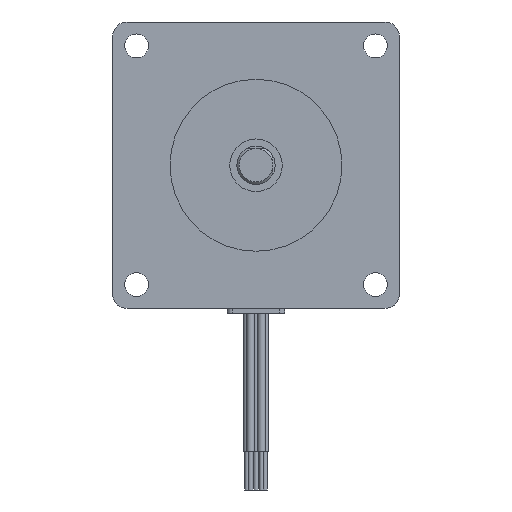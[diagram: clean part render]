
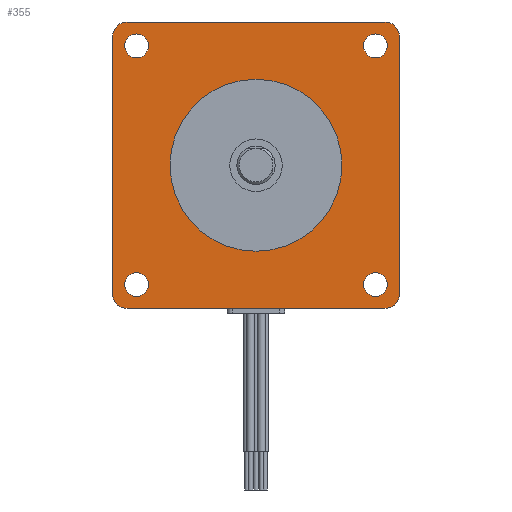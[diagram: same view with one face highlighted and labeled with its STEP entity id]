
A CAD part, front view. The second image highlights one B-rep face of the part: STEP entity #355.
In plain terms, the highlighted planar face has unit normal (0, -1, 0).
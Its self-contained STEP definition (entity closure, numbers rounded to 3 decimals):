
#355 = ADVANCED_FACE( '', ( #801, #802, #803, #804, #805, #806 ), #807, .F. );
#801 = FACE_OUTER_BOUND( '', #1362, .T. );
#802 = FACE_BOUND( '', #1363, .T. );
#803 = FACE_BOUND( '', #1364, .T. );
#804 = FACE_BOUND( '', #1365, .T. );
#805 = FACE_BOUND( '', #1366, .T. );
#806 = FACE_BOUND( '', #1367, .T. );
#807 = PLANE( '', #1368 );
#1362 = EDGE_LOOP( '', ( #2214, #2215, #2216, #2217, #2218, #2219, #2220, #2221 ) );
#1363 = EDGE_LOOP( '', ( #2222 ) );
#1364 = EDGE_LOOP( '', ( #2223 ) );
#1365 = EDGE_LOOP( '', ( #2224 ) );
#1366 = EDGE_LOOP( '', ( #2225 ) );
#1367 = EDGE_LOOP( '', ( #2226 ) );
#1368 = AXIS2_PLACEMENT_3D( '', #2227, #2228, #2229 );
#2214 = ORIENTED_EDGE( '', *, *, #3433, .T. );
#2215 = ORIENTED_EDGE( '', *, *, #3434, .F. );
#2216 = ORIENTED_EDGE( '', *, *, #3435, .T. );
#2217 = ORIENTED_EDGE( '', *, *, #3436, .F. );
#2218 = ORIENTED_EDGE( '', *, *, #3437, .T. );
#2219 = ORIENTED_EDGE( '', *, *, #3438, .F. );
#2220 = ORIENTED_EDGE( '', *, *, #3316, .T. );
#2221 = ORIENTED_EDGE( '', *, *, #3330, .F. );
#2222 = ORIENTED_EDGE( '', *, *, #3264, .T. );
#2223 = ORIENTED_EDGE( '', *, *, #3328, .T. );
#2224 = ORIENTED_EDGE( '', *, *, #3439, .T. );
#2225 = ORIENTED_EDGE( '', *, *, #3440, .T. );
#2226 = ORIENTED_EDGE( '', *, *, #3348, .T. );
#2227 = CARTESIAN_POINT( '', ( 0., 0., 0. ) );
#2228 = DIRECTION( '', ( 0., 1., 0. ) );
#2229 = DIRECTION( '', ( 0., 0., 1. ) );
#3264 = EDGE_CURVE( '', #3893, #3893, #3894, .T. );
#3316 = EDGE_CURVE( '', #3983, #3981, #3984, .F. );
#3328 = EDGE_CURVE( '', #4002, #4002, #4003, .T. );
#3330 = EDGE_CURVE( '', #4005, #3981, #4006, .T. );
#3348 = EDGE_CURVE( '', #4036, #4036, #4037, .T. );
#3433 = EDGE_CURVE( '', #4005, #4171, #4172, .F. );
#3434 = EDGE_CURVE( '', #4173, #4171, #4174, .T. );
#3435 = EDGE_CURVE( '', #4173, #4175, #4176, .F. );
#3436 = EDGE_CURVE( '', #4177, #4175, #4178, .T. );
#3437 = EDGE_CURVE( '', #4177, #4179, #4180, .F. );
#3438 = EDGE_CURVE( '', #3983, #4179, #4181, .T. );
#3439 = EDGE_CURVE( '', #4182, #4182, #4183, .T. );
#3440 = EDGE_CURVE( '', #4184, #4184, #4185, .T. );
#3893 = VERTEX_POINT( '', #4746 );
#3894 = CIRCLE( '', #4747, 2.5 );
#3981 = VERTEX_POINT( '', #4854 );
#3983 = VERTEX_POINT( '', #4857 );
#3984 = CIRCLE( '', #4858, 3. );
#4002 = VERTEX_POINT( '', #4881 );
#4003 = CIRCLE( '', #4882, 2.5 );
#4005 = VERTEX_POINT( '', #4884 );
#4006 = LINE( '', #4885, #4886 );
#4036 = VERTEX_POINT( '', #4921 );
#4037 = CIRCLE( '', #4922, 18. );
#4171 = VERTEX_POINT( '', #5086 );
#4172 = CIRCLE( '', #5087, 3. );
#4173 = VERTEX_POINT( '', #5088 );
#4174 = LINE( '', #5089, #5090 );
#4175 = VERTEX_POINT( '', #5091 );
#4176 = CIRCLE( '', #5092, 3. );
#4177 = VERTEX_POINT( '', #5093 );
#4178 = LINE( '', #5094, #5095 );
#4179 = VERTEX_POINT( '', #5096 );
#4180 = CIRCLE( '', #5097, 3. );
#4181 = LINE( '', #5098, #5099 );
#4182 = VERTEX_POINT( '', #5100 );
#4183 = CIRCLE( '', #5101, 2.5 );
#4184 = VERTEX_POINT( '', #5102 );
#4185 = CIRCLE( '', #5103, 2.5 );
#4746 = CARTESIAN_POINT( '', ( 25., 0., -22.5 ) );
#4747 = AXIS2_PLACEMENT_3D( '', #5682, #5683, #5684 );
#4854 = CARTESIAN_POINT( '', ( -30., 0., 27. ) );
#4857 = CARTESIAN_POINT( '', ( -27., 0., 30. ) );
#4858 = AXIS2_PLACEMENT_3D( '', #5760, #5761, #5762 );
#4881 = CARTESIAN_POINT( '', ( -25., 0., -22.5 ) );
#4882 = AXIS2_PLACEMENT_3D( '', #5777, #5778, #5779 );
#4884 = CARTESIAN_POINT( '', ( -30., 0., -27. ) );
#4885 = CARTESIAN_POINT( '', ( -30., 0., -30. ) );
#4886 = VECTOR( '', #5780, 1000. );
#4921 = CARTESIAN_POINT( '', ( 0., 0., 18. ) );
#4922 = AXIS2_PLACEMENT_3D( '', #5813, #5814, #5815 );
#5086 = CARTESIAN_POINT( '', ( -27., 0., -30. ) );
#5087 = AXIS2_PLACEMENT_3D( '', #5963, #5964, #5965 );
#5088 = CARTESIAN_POINT( '', ( 27., 0., -30. ) );
#5089 = CARTESIAN_POINT( '', ( 30., 0., -30. ) );
#5090 = VECTOR( '', #5966, 1000. );
#5091 = CARTESIAN_POINT( '', ( 30., 0., -27. ) );
#5092 = AXIS2_PLACEMENT_3D( '', #5967, #5968, #5969 );
#5093 = CARTESIAN_POINT( '', ( 30., 0., 27. ) );
#5094 = CARTESIAN_POINT( '', ( 30., 0., 30. ) );
#5095 = VECTOR( '', #5970, 1000. );
#5096 = CARTESIAN_POINT( '', ( 27., 0., 30. ) );
#5097 = AXIS2_PLACEMENT_3D( '', #5971, #5972, #5973 );
#5098 = CARTESIAN_POINT( '', ( -30., 0., 30. ) );
#5099 = VECTOR( '', #5974, 1000. );
#5100 = CARTESIAN_POINT( '', ( -25., 0., 27.5 ) );
#5101 = AXIS2_PLACEMENT_3D( '', #5975, #5976, #5977 );
#5102 = CARTESIAN_POINT( '', ( 25., 0., 22.5 ) );
#5103 = AXIS2_PLACEMENT_3D( '', #5978, #5979, #5980 );
#5682 = CARTESIAN_POINT( '', ( 25., 0., -25. ) );
#5683 = DIRECTION( '', ( 0., 1., 0. ) );
#5684 = DIRECTION( '', ( 0., 0., 1. ) );
#5760 = CARTESIAN_POINT( '', ( -27., 0., 27. ) );
#5761 = DIRECTION( '', ( 0., 1., 0. ) );
#5762 = DIRECTION( '', ( 0., 0., 1. ) );
#5777 = CARTESIAN_POINT( '', ( -25., 0., -25. ) );
#5778 = DIRECTION( '', ( 0., 1., 0. ) );
#5779 = DIRECTION( '', ( 0., 0., 1. ) );
#5780 = DIRECTION( '', ( 0., 0., 1. ) );
#5813 = CARTESIAN_POINT( '', ( 0., 0., 0. ) );
#5814 = DIRECTION( '', ( 0., 1., 0. ) );
#5815 = DIRECTION( '', ( 0., 0., 1. ) );
#5963 = CARTESIAN_POINT( '', ( -27., 0., -27. ) );
#5964 = DIRECTION( '', ( 0., 1., 0. ) );
#5965 = DIRECTION( '', ( 0., 0., 1. ) );
#5966 = DIRECTION( '', ( -1., 0., 0. ) );
#5967 = CARTESIAN_POINT( '', ( 27., 0., -27. ) );
#5968 = DIRECTION( '', ( 0., 1., 0. ) );
#5969 = DIRECTION( '', ( 0., 0., 1. ) );
#5970 = DIRECTION( '', ( 0., 0., -1. ) );
#5971 = CARTESIAN_POINT( '', ( 27., 0., 27. ) );
#5972 = DIRECTION( '', ( 0., 1., 0. ) );
#5973 = DIRECTION( '', ( 0., 0., 1. ) );
#5974 = DIRECTION( '', ( 1., 0., 0. ) );
#5975 = CARTESIAN_POINT( '', ( -25., 0., 25. ) );
#5976 = DIRECTION( '', ( 0., 1., 0. ) );
#5977 = DIRECTION( '', ( 0., 0., 1. ) );
#5978 = CARTESIAN_POINT( '', ( 25., 0., 25. ) );
#5979 = DIRECTION( '', ( 0., 1., 0. ) );
#5980 = DIRECTION( '', ( 0., 0., -1. ) );
